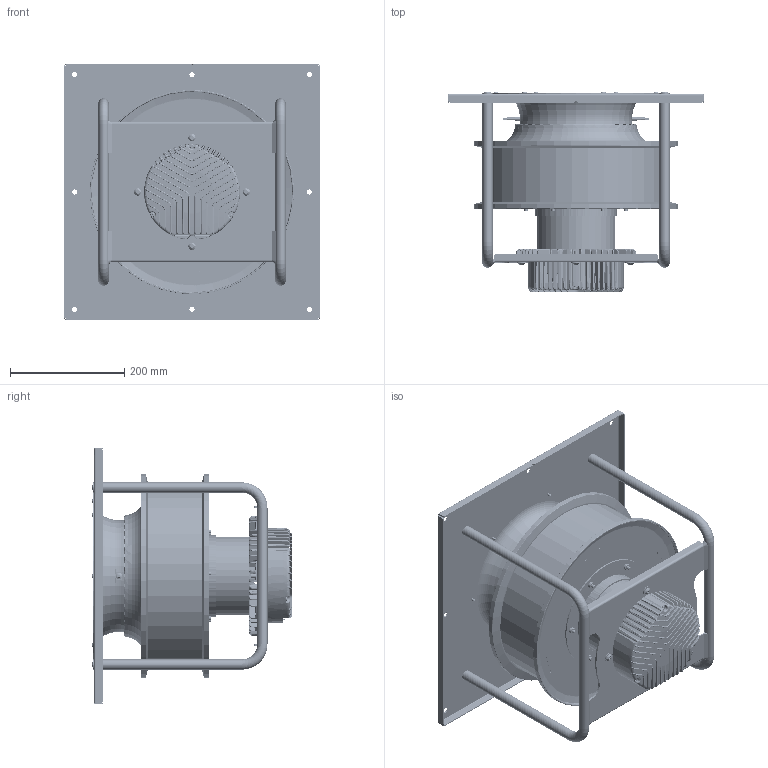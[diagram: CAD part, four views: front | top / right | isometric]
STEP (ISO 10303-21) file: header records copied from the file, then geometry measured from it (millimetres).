
FILE_DESCRIPTION((''),'2;1');
FILE_NAME('SR-P-HE-315-2_5_ASM_B_00_ASM_ASM','2023-04-07T09:01:34',('afalkowski'),(''),'CREO PARAMETRIC BY PTC INC, 2020354','CREO PARAMETRIC BY PTC INC, 2020354','');
FILE_SCHEMA(('CONFIG_CONTROL_DESIGN'));
Length unit declared in the file: millimetre
Products named in the file (2): _SR-P-HE-315-2_5_ASM_B_00_ASM; SR-P-HE-315-2_5_ASM_B_00_ASM_ASM
Assembly tree (1 placements, depth 2):
  SR-P-HE-315-2_5_ASM_B_00_ASM_ASM
    _SR-P-HE-315-2_5_ASM_B_00_ASM
Bounding box: 450 x 350.61 x 450 mm (x, y, z)
Volume: 10643593.1 mm3; surface area: 1530132.7 mm2
Topology: 3 solids, 61 shells, 5924 faces, 17713 edges, 11201 vertices
Faces by surface type: cylinder 2088, plane 1773, bspline 922, torus 780, cone 306, sphere 52, extrusion 3
Entity records: 270461 total; most frequent: CARTESIAN_POINT 127778, ORIENTED_EDGE 31286, DIRECTION 25737, EDGE_CURVE 17624, VERTEX_POINT 11200, AXIS2_PLACEMENT_3D 10127, B_SPLINE_CURVE_WITH_KNOTS 7024, EDGE_LOOP 6152
